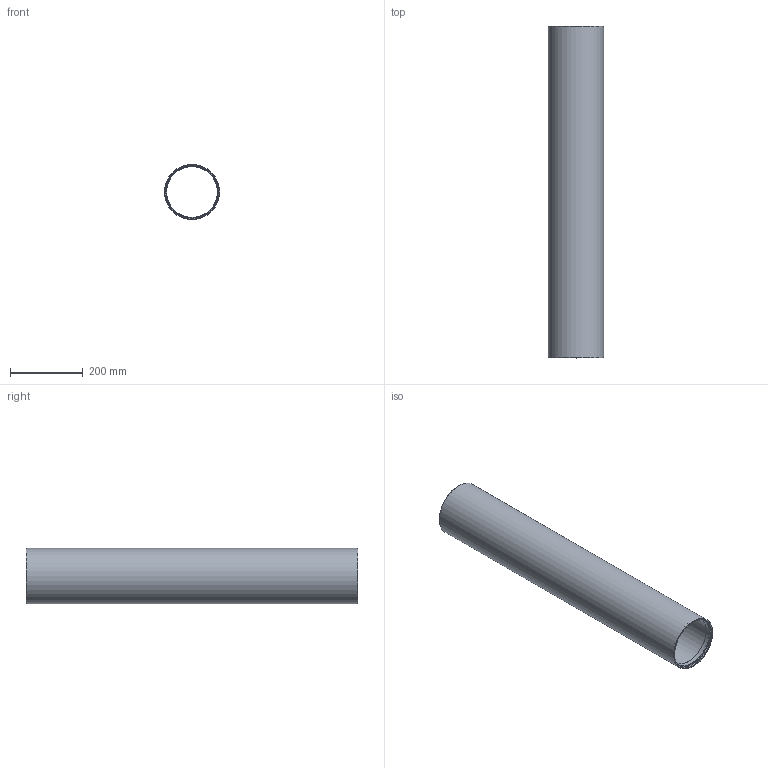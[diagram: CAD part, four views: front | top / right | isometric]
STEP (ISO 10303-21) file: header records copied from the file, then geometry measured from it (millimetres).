
FILE_DESCRIPTION(/* description */ ('HOUSING, BOUYANCY ENGINE'),/* implementation_level */ '2;1');
FILE_NAME(/* name */ 'BD-PRT-0299-0000_RevB.stp',/* time_stamp */ '2020-10-09T14:34:26-04:00',/* author */ ('Jeremy Paulus'),/* organization */ (''),/* preprocessor_version */ 'ST-DEVELOPER v15.2',/* originating_system */ 'Autodesk Inventor 2014',/* authorisation */ '');
FILE_SCHEMA (('AUTOMOTIVE_DESIGN { 1 0 10303 214 3 1 1 }'));
Length unit declared in the file: inch
Products named in the file (1): BD-PRT-0299-0000
Bounding box: 152.4 x 914.4 x 152.4 mm (x, y, z)
Volume: 2646341.8 mm3; surface area: 845232 mm2
Topology: 1 solids, 1 shells, 208 faces, 508 edges, 304 vertices
Faces by surface type: cone 102, cylinder 86, plane 20
Full cylindrical faces by diameter (mm): 139.7 x1, 139.827 x2, 146.558 x2, 152.4 x1
Entity records: 6094 total; most frequent: DIRECTION 1214, CARTESIAN_POINT 1005, ORIENTED_EDGE 988, AXIS2_PLACEMENT_3D 511, EDGE_CURVE 494, CIRCLE 302, VERTEX_POINT 302, EDGE_LOOP 224
